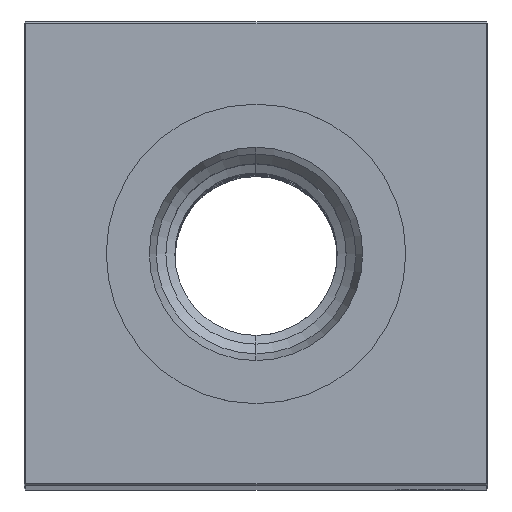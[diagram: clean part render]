
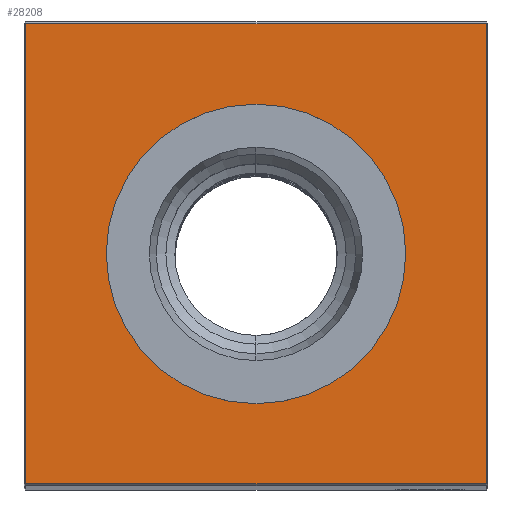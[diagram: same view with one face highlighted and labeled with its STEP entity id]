
A CAD part, top view. The second image highlights one B-rep face of the part: STEP entity #28208.
In plain terms, the highlighted planar face has unit normal (0, 0, 1).
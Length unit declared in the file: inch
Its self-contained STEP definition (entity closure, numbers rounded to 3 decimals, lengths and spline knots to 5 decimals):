
#459 = EDGE_CURVE ( 'NONE', #29198, #4818, #26979, .T. ) ;
#1110 = CARTESIAN_POINT ( 'NONE',  ( 0., -0.80709, 13. ) ) ;
#1332 = DIRECTION ( 'NONE',  ( 0., 0., -1. ) ) ;
#3543 = ORIENTED_EDGE ( 'NONE', *, *, #9708, .T. ) ;
#3877 = ORIENTED_EDGE ( 'NONE', *, *, #22721, .T. ) ;
#4010 = DIRECTION ( 'NONE',  ( -1., 0., 0. ) ) ;
#4818 = VERTEX_POINT ( 'NONE', #9479 ) ;
#4976 = AXIS2_PLACEMENT_3D ( 'NONE', #20638, #13760, #13613 ) ;
#5791 = ORIENTED_EDGE ( 'NONE', *, *, #459, .T. ) ;
#6012 = EDGE_LOOP ( 'NONE', ( #24025, #5791 ) ) ;
#6749 = EDGE_CURVE ( 'NONE', #4818, #29198, #14075, .T. ) ;
#7438 = FACE_OUTER_BOUND ( 'NONE', #23179, .T. ) ;
#7662 = CARTESIAN_POINT ( 'NONE',  ( 1.24, 0., 13. ) ) ;
#7749 = CARTESIAN_POINT ( 'NONE',  ( 0., -1.24, 13. ) ) ;
#9450 = VECTOR ( 'NONE', #26376, 39.37008 ) ;
#9479 = CARTESIAN_POINT ( 'NONE',  ( 0., 0.80709, 13. ) ) ;
#9644 = CARTESIAN_POINT ( 'NONE',  ( -1.24, 0., 13. ) ) ;
#9675 = DIRECTION ( 'NONE',  ( -1., 0., 0. ) ) ;
#9708 = EDGE_CURVE ( 'NONE', #18978, #21113, #28710, .T. ) ;
#9969 = DIRECTION ( 'NONE',  ( 0., 0., -1. ) ) ;
#10100 = VERTEX_POINT ( 'NONE', #14162 ) ;
#10143 = DIRECTION ( 'NONE',  ( 1., 0., 0. ) ) ;
#11930 = CARTESIAN_POINT ( 'NONE',  ( 0., 0., 13. ) ) ;
#12043 = LINE ( 'NONE', #9644, #25260 ) ;
#12644 = ORIENTED_EDGE ( 'NONE', *, *, #16721, .T. ) ;
#12680 = EDGE_CURVE ( 'NONE', #16308, #18978, #26524, .T. ) ;
#13180 = CARTESIAN_POINT ( 'NONE',  ( 1.24, 1.24, 13. ) ) ;
#13613 = DIRECTION ( 'NONE',  ( -1., 0., 0. ) ) ;
#13760 = DIRECTION ( 'NONE',  ( 0., 0., -1. ) ) ;
#14075 = CIRCLE ( 'NONE', #4976, 0.80709 ) ;
#14162 = CARTESIAN_POINT ( 'NONE',  ( -1.24, -1.24, 13. ) ) ;
#15023 = ORIENTED_EDGE ( 'NONE', *, *, #12680, .T. ) ;
#16308 = VERTEX_POINT ( 'NONE', #18384 ) ;
#16432 = PLANE ( 'NONE',  #29642 ) ;
#16721 = EDGE_CURVE ( 'NONE', #21113, #10100, #12043, .T. ) ;
#16893 = LINE ( 'NONE', #7749, #18875 ) ;
#17767 = CARTESIAN_POINT ( 'NONE',  ( 0., 1.24, 13. ) ) ;
#18384 = CARTESIAN_POINT ( 'NONE',  ( 1.24, -1.24, 13. ) ) ;
#18640 = DIRECTION ( 'NONE',  ( 0., -1., 0. ) ) ;
#18875 = VECTOR ( 'NONE', #10143, 39.37008 ) ;
#18978 = VERTEX_POINT ( 'NONE', #13180 ) ;
#20432 = CARTESIAN_POINT ( 'NONE',  ( -1.24, 1.24, 13. ) ) ;
#20638 = CARTESIAN_POINT ( 'NONE',  ( 0., 0., 13. ) ) ;
#21113 = VERTEX_POINT ( 'NONE', #20432 ) ;
#21706 = AXIS2_PLACEMENT_3D ( 'NONE', #21852, #1332, #4010 ) ;
#21852 = CARTESIAN_POINT ( 'NONE',  ( 0., 0., 13. ) ) ;
#22721 = EDGE_CURVE ( 'NONE', #10100, #16308, #16893, .T. ) ;
#23179 = EDGE_LOOP ( 'NONE', ( #12644, #3877, #15023, #3543 ) ) ;
#24025 = ORIENTED_EDGE ( 'NONE', *, *, #6749, .T. ) ;
#25260 = VECTOR ( 'NONE', #18640, 39.37008 ) ;
#26376 = DIRECTION ( 'NONE',  ( 0., 1., 0. ) ) ;
#26524 = LINE ( 'NONE', #7662, #9450 ) ;
#26979 = CIRCLE ( 'NONE', #21706, 0.80709 ) ;
#28208 = ADVANCED_FACE ( 'NONE', ( #7438, #28252 ), #16432, .F. ) ;
#28252 = FACE_BOUND ( 'NONE', #6012, .T. ) ;
#28710 = LINE ( 'NONE', #17767, #29466 ) ;
#29004 = DIRECTION ( 'NONE',  ( -1., 0., 0. ) ) ;
#29198 = VERTEX_POINT ( 'NONE', #1110 ) ;
#29466 = VECTOR ( 'NONE', #29004, 39.37008 ) ;
#29642 = AXIS2_PLACEMENT_3D ( 'NONE', #11930, #9969, #9675 ) ;
